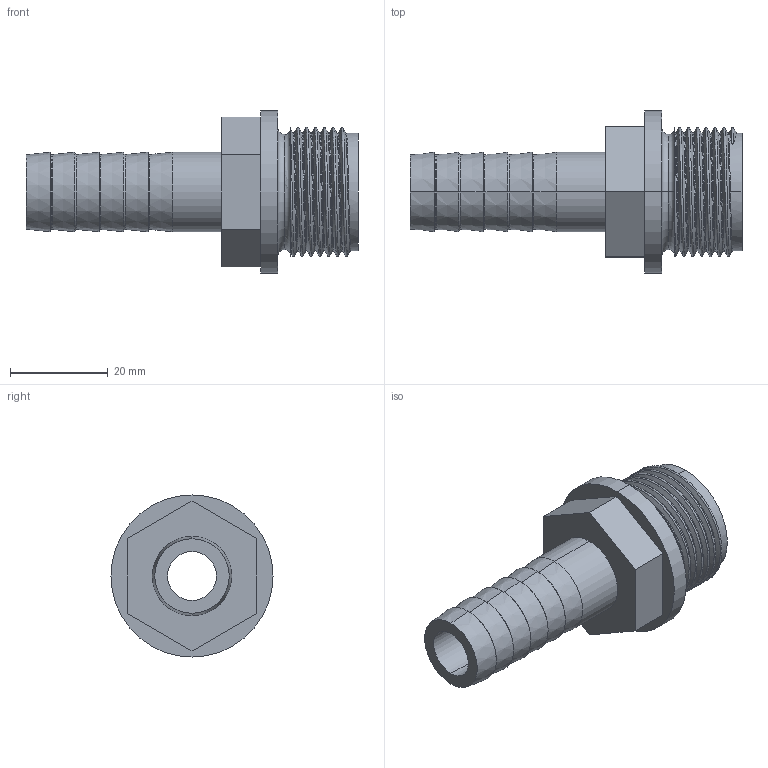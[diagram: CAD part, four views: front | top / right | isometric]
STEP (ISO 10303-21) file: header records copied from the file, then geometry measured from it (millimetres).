
FILE_DESCRIPTION (( 'STEP AP203' ), '1' );
FILE_NAME ('00130_0516.STEP', '2017-05-08T13:44:38', ( '' ), ( '' ), 'SwSTEP 2.0', 'SolidWorks 2011', '' );
FILE_SCHEMA (( 'CONFIG_CONTROL_DESIGN' ));
Length unit declared in the file: millimetre
Products named in the file (1): 00130_0516
Bounding box: 68 x 33.2 x 33.2 mm (x, y, z)
Volume: 14452.3 mm3; surface area: 9527.1 mm2
Topology: 1 solids, 1 shells, 87 faces, 198 edges, 122 vertices
Faces by surface type: torus 27, cylinder 22, plane 19, cone 14, bspline 5
Entity records: 5695 total; most frequent: CARTESIAN_POINT 3710, DIRECTION 420, ORIENTED_EDGE 396, EDGE_CURVE 198, AXIS2_PLACEMENT_3D 183, VERTEX_POINT 122, CIRCLE 100, EDGE_LOOP 98
